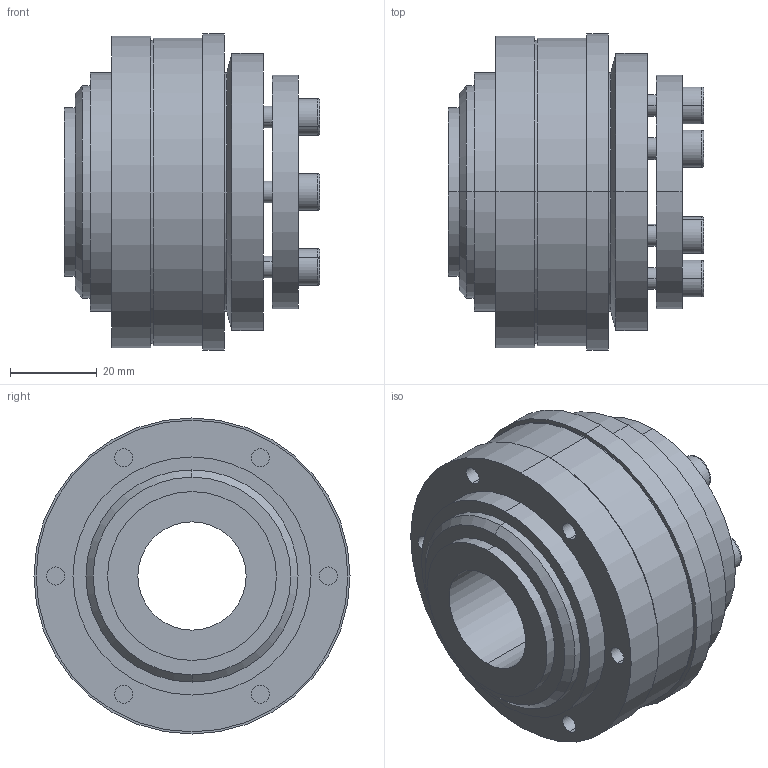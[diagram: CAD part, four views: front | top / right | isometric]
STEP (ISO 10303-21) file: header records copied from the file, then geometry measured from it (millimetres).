
FILE_DESCRIPTION(('STEP AP214'),'1');
FILE_NAME('cctmp_3D5ED842-D51F-43E9-809B-69A5EE3E4690_2023_06_08_15_14_03_0586..stp','2023-06-08T13:14:03',('R+W Antriebselemente GmbH'),('CADClick - www.CADClick.com'),'Spatial InterOp 3D',' ','unknown authorization');
FILE_SCHEMA(('AUTOMOTIVE_DESIGN'));
Length unit declared in the file: millimetre
Products named in the file (1): SK1/60/54/W/25/80/50-115
Bounding box: 59 x 73 x 73 mm (x, y, z)
Volume: 143335 mm3; surface area: 28977.1 mm2
Topology: 1 solids, 1 shells, 143 faces, 322 edges, 208 vertices
Faces by surface type: plane 65, cylinder 60, torus 14, cone 4
Entity records: 5222 total; most frequent: DIRECTION 760, CARTESIAN_POINT 674, ORIENTED_EDGE 644, EDGE_CURVE 322, AXIS2_PLACEMENT_3D 294, VERTEX_POINT 208, EDGE_LOOP 184, LINE 172
